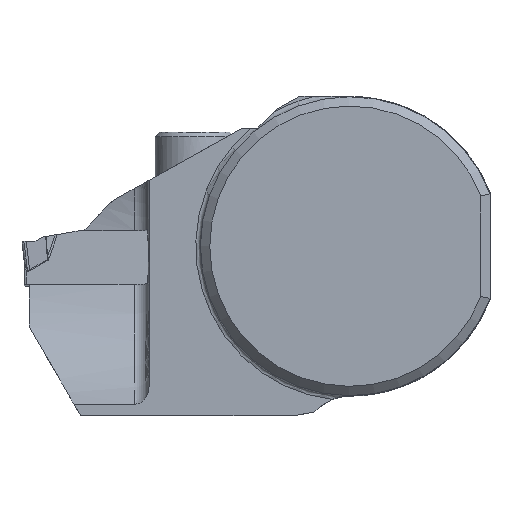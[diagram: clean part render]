
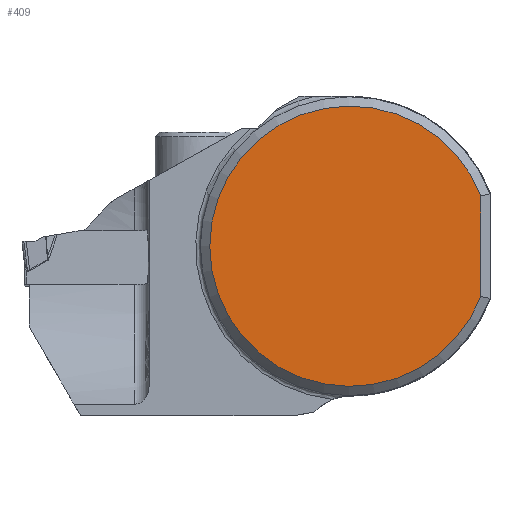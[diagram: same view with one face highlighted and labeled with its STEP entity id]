
A CAD part, top view. The second image highlights one B-rep face of the part: STEP entity #409.
In plain terms, the highlighted planar face has unit normal (0, 0, 1).
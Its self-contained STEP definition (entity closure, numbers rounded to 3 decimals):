
#202=FACE_OUTER_BOUND('',#963,.T.);
#337=CIRCLE('',#2468,15.);
#409=ADVANCED_FACE('',(#202),#543,.F.);
#543=PLANE('',#2469);
#696=LINE('',#3329,#829);
#829=VECTOR('',#2718,1.);
#963=EDGE_LOOP('',(#1121,#1122));
#1121=ORIENTED_EDGE('',*,*,#2038,.F.);
#1122=ORIENTED_EDGE('',*,*,#2039,.T.);
#1819=VERTEX_POINT('',#3330);
#1820=VERTEX_POINT('',#3331);
#2038=EDGE_CURVE('',#1819,#1820,#696,.T.);
#2039=EDGE_CURVE('',#1819,#1820,#337,.T.);
#2468=AXIS2_PLACEMENT_3D('',#3332,#2719,#2720);
#2469=AXIS2_PLACEMENT_3D('',#3333,#2721,#2722);
#2718=DIRECTION('',(0.,-1.,0.));
#2719=DIRECTION('',(0.,0.,1.));
#2720=DIRECTION('',(-1.,0.,0.));
#2721=DIRECTION('',(0.,0.,-1.));
#2722=DIRECTION('',(-1.,0.,0.));
#3329=CARTESIAN_POINT('',(14.,0.,0.325));
#3330=CARTESIAN_POINT('',(14.,5.385,0.325));
#3331=CARTESIAN_POINT('',(14.,-5.385,0.325));
#3332=CARTESIAN_POINT('',(0.,0.,0.325));
#3333=CARTESIAN_POINT('',(0.,0.,0.325));
